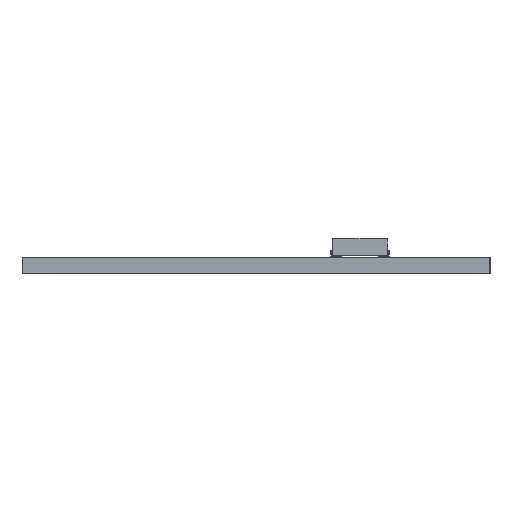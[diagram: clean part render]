
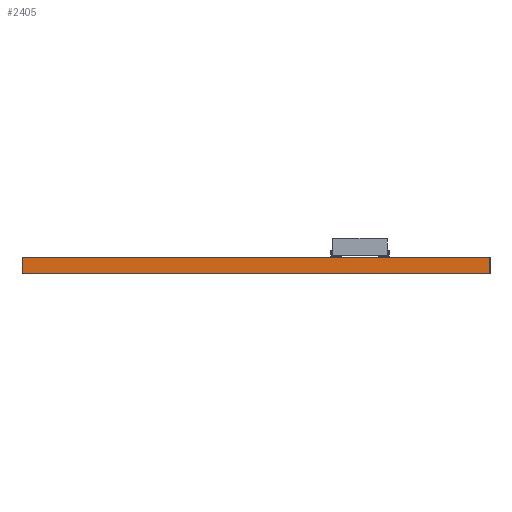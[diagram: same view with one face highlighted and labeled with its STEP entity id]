
A CAD part, left-side view. The second image highlights one B-rep face of the part: STEP entity #2405.
In plain terms, the highlighted planar face has unit normal (-1, 0, 0).
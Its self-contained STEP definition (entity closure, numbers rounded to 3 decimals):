
#2349 = VERTEX_POINT('',#2350);
#2350 = CARTESIAN_POINT('',(85.725,-128.588,1.51));
#2356 = EDGE_CURVE('',#2357,#2349,#2359,.T.);
#2357 = VERTEX_POINT('',#2358);
#2358 = CARTESIAN_POINT('',(85.725,-128.588,0.));
#2359 = LINE('',#2360,#2361);
#2360 = CARTESIAN_POINT('',(85.725,-128.588,0.));
#2361 = VECTOR('',#2362,1.);
#2362 = DIRECTION('',(0.,0.,1.));
#2405 = ADVANCED_FACE('',(#2406),#2431,.T.);
#2406 = FACE_BOUND('',#2407,.T.);
#2407 = EDGE_LOOP('',(#2408,#2409,#2417,#2425));
#2408 = ORIENTED_EDGE('',*,*,#2356,.T.);
#2409 = ORIENTED_EDGE('',*,*,#2410,.T.);
#2410 = EDGE_CURVE('',#2349,#2411,#2413,.T.);
#2411 = VERTEX_POINT('',#2412);
#2412 = CARTESIAN_POINT('',(85.725,-85.725,1.51));
#2413 = LINE('',#2414,#2415);
#2414 = CARTESIAN_POINT('',(85.725,-128.588,1.51));
#2415 = VECTOR('',#2416,1.);
#2416 = DIRECTION('',(0.,1.,0.));
#2417 = ORIENTED_EDGE('',*,*,#2418,.F.);
#2418 = EDGE_CURVE('',#2419,#2411,#2421,.T.);
#2419 = VERTEX_POINT('',#2420);
#2420 = CARTESIAN_POINT('',(85.725,-85.725,0.));
#2421 = LINE('',#2422,#2423);
#2422 = CARTESIAN_POINT('',(85.725,-85.725,0.));
#2423 = VECTOR('',#2424,1.);
#2424 = DIRECTION('',(0.,0.,1.));
#2425 = ORIENTED_EDGE('',*,*,#2426,.F.);
#2426 = EDGE_CURVE('',#2357,#2419,#2427,.T.);
#2427 = LINE('',#2428,#2429);
#2428 = CARTESIAN_POINT('',(85.725,-128.588,0.));
#2429 = VECTOR('',#2430,1.);
#2430 = DIRECTION('',(0.,1.,0.));
#2431 = PLANE('',#2432);
#2432 = AXIS2_PLACEMENT_3D('',#2433,#2434,#2435);
#2433 = CARTESIAN_POINT('',(85.725,-128.588,0.));
#2434 = DIRECTION('',(-1.,0.,0.));
#2435 = DIRECTION('',(0.,1.,0.));
